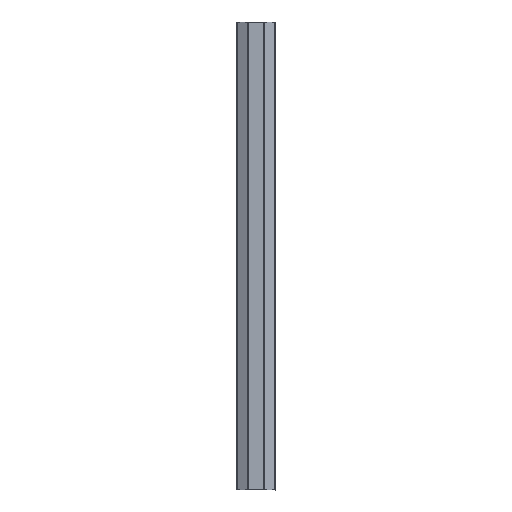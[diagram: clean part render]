
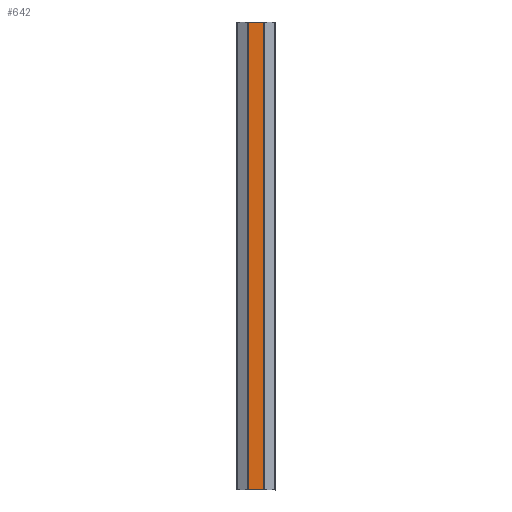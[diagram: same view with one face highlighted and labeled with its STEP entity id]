
A CAD part, front view. The second image highlights one B-rep face of the part: STEP entity #642.
In plain terms, the highlighted planar face has unit normal (0, -1, 0).
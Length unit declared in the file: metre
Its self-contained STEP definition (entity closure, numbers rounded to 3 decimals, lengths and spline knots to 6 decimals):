
#48=ORIENTED_EDGE('',*,*,#240,.T.);
#49=ORIENTED_EDGE('',*,*,#241,.F.);
#50=ORIENTED_EDGE('',*,*,#242,.F.);
#51=ORIENTED_EDGE('',*,*,#243,.T.);
#240=EDGE_CURVE('',#336,#337,#400,.T.);
#241=EDGE_CURVE('',#338,#337,#401,.T.);
#242=EDGE_CURVE('',#339,#338,#402,.T.);
#243=EDGE_CURVE('',#339,#336,#403,.T.);
#336=VERTEX_POINT('',#940);
#337=VERTEX_POINT('',#941);
#338=VERTEX_POINT('',#943);
#339=VERTEX_POINT('',#945);
#400=LINE('',#939,#472);
#401=LINE('',#942,#473);
#402=LINE('',#944,#474);
#403=LINE('',#946,#475);
#472=VECTOR('',#751,1.);
#473=VECTOR('',#752,1.);
#474=VECTOR('',#753,1.);
#475=VECTOR('',#754,1.);
#544=EDGE_LOOP('',(#48,#49,#50,#51));
#582=FACE_BOUND('',#544,.T.);
#620=PLANE('',#689);
#642=ADVANCED_FACE('',(#582),#620,.F.);
#689=AXIS2_PLACEMENT_3D('',#938,#749,#750);
#749=DIRECTION('',(0.,1.,0.));
#750=DIRECTION('',(-1.,0.,0.));
#751=DIRECTION('',(1.,0.,0.));
#752=DIRECTION('',(0.,0.,-1.));
#753=DIRECTION('',(1.,0.,0.));
#754=DIRECTION('',(0.,0.,-1.));
#938=CARTESIAN_POINT('',(-0.021745,0.,0.1651));
#939=CARTESIAN_POINT('',(-0.021745,0.,-0.0499));
#940=CARTESIAN_POINT('',(-0.02349,0.,-0.0499));
#941=CARTESIAN_POINT('',(-0.01651,0.,-0.0499));
#942=CARTESIAN_POINT('',(-0.01651,0.,0.1651));
#943=CARTESIAN_POINT('',(-0.01651,0.,0.1651));
#944=CARTESIAN_POINT('',(-0.021745,0.,0.1651));
#945=CARTESIAN_POINT('',(-0.02349,0.,0.1651));
#946=CARTESIAN_POINT('',(-0.02349,0.,0.1651));
